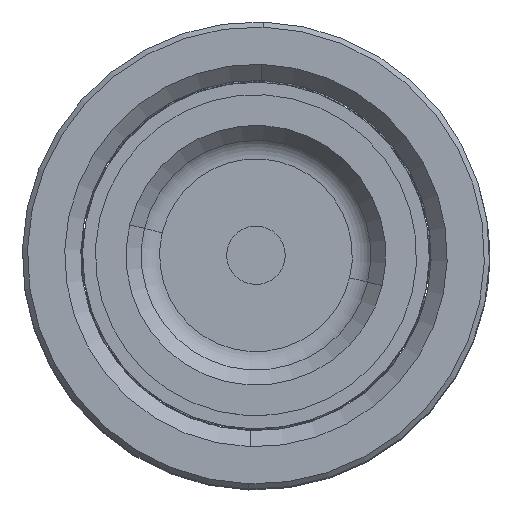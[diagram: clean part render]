
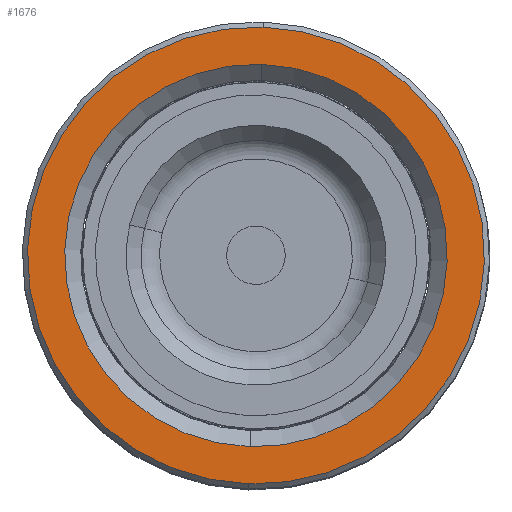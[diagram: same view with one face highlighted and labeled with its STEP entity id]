
A CAD part, top view. The second image highlights one B-rep face of the part: STEP entity #1676.
In plain terms, the highlighted planar face has unit normal (0, 0, 1).
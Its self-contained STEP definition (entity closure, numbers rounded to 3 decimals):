
#1676 = ADVANCED_FACE ( 'NONE', ( #14080, #30783 ), #11163, .T. ) ;
#2624 = ORIENTED_EDGE ( 'NONE', *, *, #29798, .T. ) ;
#3361 = AXIS2_PLACEMENT_3D ( 'NONE', #22437, #35089, #32636 ) ;
#3625 = DIRECTION ( 'NONE',  ( 0., 0., -1. ) ) ;
#3710 = VERTEX_POINT ( 'NONE', #39164 ) ;
#5570 = VERTEX_POINT ( 'NONE', #20833 ) ;
#7642 = ORIENTED_EDGE ( 'NONE', *, *, #12310, .T. ) ;
#8937 = DIRECTION ( 'NONE',  ( 0., 0., -1. ) ) ;
#9354 = AXIS2_PLACEMENT_3D ( 'NONE', #34929, #3625, #35070 ) ;
#9988 = ORIENTED_EDGE ( 'NONE', *, *, #28732, .T. ) ;
#10331 = CARTESIAN_POINT ( 'NONE',  ( 26.2, 0., 80. ) ) ;
#11163 = PLANE ( 'NONE',  #12311 ) ;
#11305 = DIRECTION ( 'NONE',  ( 1., 0., 0. ) ) ;
#11538 = ORIENTED_EDGE ( 'NONE', *, *, #31049, .T. ) ;
#11947 = DIRECTION ( 'NONE',  ( 1., 0., 0. ) ) ;
#12147 = CIRCLE ( 'NONE', #36450, 26.2 ) ;
#12310 = EDGE_CURVE ( 'NONE', #28686, #34077, #18707, .T. ) ;
#12311 = AXIS2_PLACEMENT_3D ( 'NONE', #23815, #27006, #11305 ) ;
#14080 = FACE_OUTER_BOUND ( 'NONE', #22611, .T. ) ;
#14858 = CARTESIAN_POINT ( 'NONE',  ( 0., 0., 80. ) ) ;
#15194 = AXIS2_PLACEMENT_3D ( 'NONE', #40490, #37605, #15238 ) ;
#15238 = DIRECTION ( 'NONE',  ( 1., 0., 0. ) ) ;
#18707 = CIRCLE ( 'NONE', #9354, 26.2 ) ;
#20833 = CARTESIAN_POINT ( 'NONE',  ( 31.3, 0., 80. ) ) ;
#22437 = CARTESIAN_POINT ( 'NONE',  ( 0., 0., 80. ) ) ;
#22611 = EDGE_LOOP ( 'NONE', ( #2624, #11538 ) ) ;
#23815 = CARTESIAN_POINT ( 'NONE',  ( 0., 0., 80. ) ) ;
#24302 = CIRCLE ( 'NONE', #15194, 31.3 ) ;
#27006 = DIRECTION ( 'NONE',  ( 0., 0., 1. ) ) ;
#27512 = CARTESIAN_POINT ( 'NONE',  ( -26.2, 0., 80. ) ) ;
#27842 = CIRCLE ( 'NONE', #3361, 31.3 ) ;
#28686 = VERTEX_POINT ( 'NONE', #27512 ) ;
#28732 = EDGE_CURVE ( 'NONE', #34077, #28686, #12147, .T. ) ;
#29798 = EDGE_CURVE ( 'NONE', #3710, #5570, #27842, .T. ) ;
#30783 = FACE_BOUND ( 'NONE', #35608, .T. ) ;
#31049 = EDGE_CURVE ( 'NONE', #5570, #3710, #24302, .T. ) ;
#32636 = DIRECTION ( 'NONE',  ( 1., 0., 0. ) ) ;
#34077 = VERTEX_POINT ( 'NONE', #10331 ) ;
#34929 = CARTESIAN_POINT ( 'NONE',  ( 0., 0., 80. ) ) ;
#35070 = DIRECTION ( 'NONE',  ( 1., 0., 0. ) ) ;
#35089 = DIRECTION ( 'NONE',  ( 0., 0., 1. ) ) ;
#35608 = EDGE_LOOP ( 'NONE', ( #9988, #7642 ) ) ;
#36450 = AXIS2_PLACEMENT_3D ( 'NONE', #14858, #8937, #11947 ) ;
#37605 = DIRECTION ( 'NONE',  ( 0., 0., 1. ) ) ;
#39164 = CARTESIAN_POINT ( 'NONE',  ( -31.3, 0., 80. ) ) ;
#40490 = CARTESIAN_POINT ( 'NONE',  ( 0., 0., 80. ) ) ;
